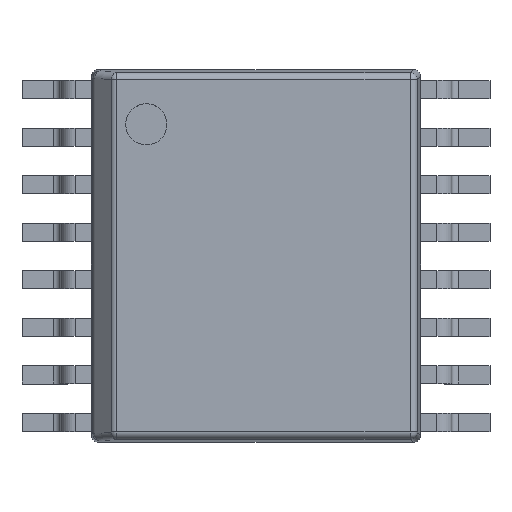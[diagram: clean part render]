
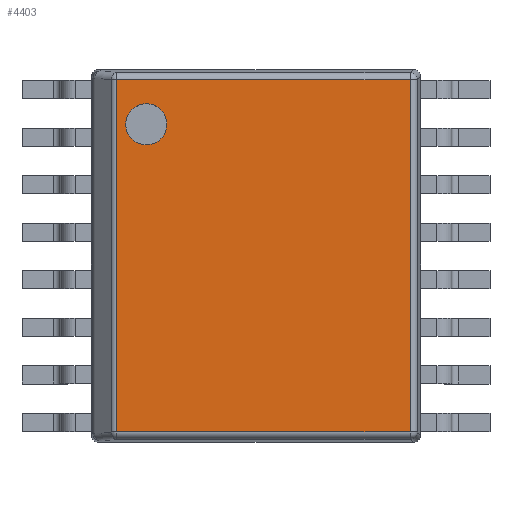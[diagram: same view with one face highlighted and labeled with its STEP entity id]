
A CAD part, top view. The second image highlights one B-rep face of the part: STEP entity #4403.
In plain terms, the highlighted planar face has unit normal (0, 0, 1).
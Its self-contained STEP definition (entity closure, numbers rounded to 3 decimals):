
#3444 = CYLINDRICAL_SURFACE('',#3445,0.1);
#3445 = AXIS2_PLACEMENT_3D('',#3446,#3447,#3448);
#3446 = CARTESIAN_POINT('',(0.3,0.143,1.1));
#3447 = DIRECTION('',(1.,0.,0.));
#3448 = DIRECTION('',(0.,-0.995,0.105));
#3593 = CYLINDRICAL_SURFACE('',#3594,0.1);
#3594 = AXIS2_PLACEMENT_3D('',#3595,#3596,#3597);
#3595 = CARTESIAN_POINT('',(0.3,4.957,1.1));
#3596 = DIRECTION('',(1.,0.,0.));
#3597 = DIRECTION('',(0.,0.995,0.105));
#3669 = CYLINDRICAL_SURFACE('',#3670,0.1);
#3670 = AXIS2_PLACEMENT_3D('',#3671,#3672,#3673);
#3671 = CARTESIAN_POINT('',(4.357,0.053,1.1));
#3672 = DIRECTION('',(0.,1.,0.));
#3673 = DIRECTION('',(0.995,0.,0.105));
#3973 = VERTEX_POINT('',#3974);
#3974 = CARTESIAN_POINT('',(0.341,0.143,1.2));
#4011 = EDGE_CURVE('',#3973,#4012,#4014,.T.);
#4012 = VERTEX_POINT('',#4013);
#4013 = CARTESIAN_POINT('',(4.357,0.143,1.2));
#4014 = SURFACE_CURVE('',#4015,(#4019,#4026),.PCURVE_S1.);
#4015 = LINE('',#4016,#4017);
#4016 = CARTESIAN_POINT('',(0.3,0.143,1.2));
#4017 = VECTOR('',#4018,1.);
#4018 = DIRECTION('',(1.,0.,0.));
#4019 = PCURVE('',#3444,#4020);
#4020 = DEFINITIONAL_REPRESENTATION('',(#4021),#4025);
#4021 = LINE('',#4022,#4023);
#4022 = CARTESIAN_POINT('',(-1.466,0.));
#4023 = VECTOR('',#4024,1.);
#4024 = DIRECTION('',(0.,1.));
#4025 = ( GEOMETRIC_REPRESENTATION_CONTEXT(2) 
PARAMETRIC_REPRESENTATION_CONTEXT() REPRESENTATION_CONTEXT('2D SPACE',''
  ) );
#4026 = PCURVE('',#4027,#4032);
#4027 = PLANE('',#4028);
#4028 = AXIS2_PLACEMENT_3D('',#4029,#4030,#4031);
#4029 = CARTESIAN_POINT('',(0.,0.,1.2));
#4030 = DIRECTION('',(0.,0.,1.));
#4031 = DIRECTION('',(1.,0.,0.));
#4032 = DEFINITIONAL_REPRESENTATION('',(#4033),#4037);
#4033 = LINE('',#4034,#4035);
#4034 = CARTESIAN_POINT('',(0.3,0.143));
#4035 = VECTOR('',#4036,1.);
#4036 = DIRECTION('',(1.,0.));
#4037 = ( GEOMETRIC_REPRESENTATION_CONTEXT(2) 
PARAMETRIC_REPRESENTATION_CONTEXT() REPRESENTATION_CONTEXT('2D SPACE',''
  ) );
#4175 = VERTEX_POINT('',#4176);
#4176 = CARTESIAN_POINT('',(0.341,4.957,1.2));
#4213 = EDGE_CURVE('',#4175,#4214,#4216,.T.);
#4214 = VERTEX_POINT('',#4215);
#4215 = CARTESIAN_POINT('',(4.357,4.957,1.2));
#4216 = SURFACE_CURVE('',#4217,(#4221,#4228),.PCURVE_S1.);
#4217 = LINE('',#4218,#4219);
#4218 = CARTESIAN_POINT('',(0.3,4.957,1.2));
#4219 = VECTOR('',#4220,1.);
#4220 = DIRECTION('',(1.,0.,0.));
#4221 = PCURVE('',#3593,#4222);
#4222 = DEFINITIONAL_REPRESENTATION('',(#4223),#4227);
#4223 = LINE('',#4224,#4225);
#4224 = CARTESIAN_POINT('',(1.466,0.));
#4225 = VECTOR('',#4226,1.);
#4226 = DIRECTION('',(0.,1.));
#4227 = ( GEOMETRIC_REPRESENTATION_CONTEXT(2) 
PARAMETRIC_REPRESENTATION_CONTEXT() REPRESENTATION_CONTEXT('2D SPACE',''
  ) );
#4228 = PCURVE('',#4027,#4229);
#4229 = DEFINITIONAL_REPRESENTATION('',(#4230),#4234);
#4230 = LINE('',#4231,#4232);
#4231 = CARTESIAN_POINT('',(0.3,4.957));
#4232 = VECTOR('',#4233,1.);
#4233 = DIRECTION('',(1.,0.));
#4234 = ( GEOMETRIC_REPRESENTATION_CONTEXT(2) 
PARAMETRIC_REPRESENTATION_CONTEXT() REPRESENTATION_CONTEXT('2D SPACE',''
  ) );
#4288 = EDGE_CURVE('',#4012,#4214,#4289,.T.);
#4289 = SURFACE_CURVE('',#4290,(#4294,#4301),.PCURVE_S1.);
#4290 = LINE('',#4291,#4292);
#4291 = CARTESIAN_POINT('',(4.357,0.053,1.2));
#4292 = VECTOR('',#4293,1.);
#4293 = DIRECTION('',(0.,1.,0.));
#4294 = PCURVE('',#3669,#4295);
#4295 = DEFINITIONAL_REPRESENTATION('',(#4296),#4300);
#4296 = LINE('',#4297,#4298);
#4297 = CARTESIAN_POINT('',(-1.466,0.));
#4298 = VECTOR('',#4299,1.);
#4299 = DIRECTION('',(0.,1.));
#4300 = ( GEOMETRIC_REPRESENTATION_CONTEXT(2) 
PARAMETRIC_REPRESENTATION_CONTEXT() REPRESENTATION_CONTEXT('2D SPACE',''
  ) );
#4301 = PCURVE('',#4027,#4302);
#4302 = DEFINITIONAL_REPRESENTATION('',(#4303),#4307);
#4303 = LINE('',#4304,#4305);
#4304 = CARTESIAN_POINT('',(4.357,0.053));
#4305 = VECTOR('',#4306,1.);
#4306 = DIRECTION('',(0.,1.));
#4307 = ( GEOMETRIC_REPRESENTATION_CONTEXT(2) 
PARAMETRIC_REPRESENTATION_CONTEXT() REPRESENTATION_CONTEXT('2D SPACE',''
  ) );
#4360 = CYLINDRICAL_SURFACE('',#4361,0.1);
#4361 = AXIS2_PLACEMENT_3D('',#4362,#4363,#4364);
#4362 = CARTESIAN_POINT('',(0.341,0.053,1.1));
#4363 = DIRECTION('',(0.,1.,0.));
#4364 = DIRECTION('',(-0.707,0.,0.707));
#4403 = ADVANCED_FACE('',(#4404,#4430),#4027,.T.);
#4404 = FACE_BOUND('',#4405,.T.);
#4405 = EDGE_LOOP('',(#4406,#4407,#4428,#4429));
#4406 = ORIENTED_EDGE('',*,*,#4213,.F.);
#4407 = ORIENTED_EDGE('',*,*,#4408,.F.);
#4408 = EDGE_CURVE('',#3973,#4175,#4409,.T.);
#4409 = SURFACE_CURVE('',#4410,(#4414,#4421),.PCURVE_S1.);
#4410 = LINE('',#4411,#4412);
#4411 = CARTESIAN_POINT('',(0.341,0.053,1.2));
#4412 = VECTOR('',#4413,1.);
#4413 = DIRECTION('',(0.,1.,0.));
#4414 = PCURVE('',#4027,#4415);
#4415 = DEFINITIONAL_REPRESENTATION('',(#4416),#4420);
#4416 = LINE('',#4417,#4418);
#4417 = CARTESIAN_POINT('',(0.341,0.053));
#4418 = VECTOR('',#4419,1.);
#4419 = DIRECTION('',(0.,1.));
#4420 = ( GEOMETRIC_REPRESENTATION_CONTEXT(2) 
PARAMETRIC_REPRESENTATION_CONTEXT() REPRESENTATION_CONTEXT('2D SPACE',''
  ) );
#4421 = PCURVE('',#4360,#4422);
#4422 = DEFINITIONAL_REPRESENTATION('',(#4423),#4427);
#4423 = LINE('',#4424,#4425);
#4424 = CARTESIAN_POINT('',(0.785,0.));
#4425 = VECTOR('',#4426,1.);
#4426 = DIRECTION('',(0.,1.));
#4427 = ( GEOMETRIC_REPRESENTATION_CONTEXT(2) 
PARAMETRIC_REPRESENTATION_CONTEXT() REPRESENTATION_CONTEXT('2D SPACE',''
  ) );
#4428 = ORIENTED_EDGE('',*,*,#4011,.T.);
#4429 = ORIENTED_EDGE('',*,*,#4288,.T.);
#4430 = FACE_BOUND('',#4431,.T.);
#4431 = EDGE_LOOP('',(#4432));
#4432 = ORIENTED_EDGE('',*,*,#4433,.F.);
#4433 = EDGE_CURVE('',#4434,#4434,#4436,.T.);
#4434 = VERTEX_POINT('',#4435);
#4435 = CARTESIAN_POINT('',(1.031,4.35,1.2));
#4436 = SURFACE_CURVE('',#4437,(#4442,#4449),.PCURVE_S1.);
#4437 = CIRCLE('',#4438,0.281);
#4438 = AXIS2_PLACEMENT_3D('',#4439,#4440,#4441);
#4439 = CARTESIAN_POINT('',(0.75,4.35,1.2));
#4440 = DIRECTION('',(0.,0.,1.));
#4441 = DIRECTION('',(1.,0.,0.));
#4442 = PCURVE('',#4027,#4443);
#4443 = DEFINITIONAL_REPRESENTATION('',(#4444),#4448);
#4444 = CIRCLE('',#4445,0.281);
#4445 = AXIS2_PLACEMENT_2D('',#4446,#4447);
#4446 = CARTESIAN_POINT('',(0.75,4.35));
#4447 = DIRECTION('',(1.,0.));
#4448 = ( GEOMETRIC_REPRESENTATION_CONTEXT(2) 
PARAMETRIC_REPRESENTATION_CONTEXT() REPRESENTATION_CONTEXT('2D SPACE',''
  ) );
#4449 = PCURVE('',#4450,#4455);
#4450 = CYLINDRICAL_SURFACE('',#4451,0.281);
#4451 = AXIS2_PLACEMENT_3D('',#4452,#4453,#4454);
#4452 = CARTESIAN_POINT('',(0.75,4.35,1.1));
#4453 = DIRECTION('',(0.,0.,1.));
#4454 = DIRECTION('',(1.,0.,0.));
#4455 = DEFINITIONAL_REPRESENTATION('',(#4456),#4460);
#4456 = LINE('',#4457,#4458);
#4457 = CARTESIAN_POINT('',(0.,0.1));
#4458 = VECTOR('',#4459,1.);
#4459 = DIRECTION('',(1.,0.));
#4460 = ( GEOMETRIC_REPRESENTATION_CONTEXT(2) 
PARAMETRIC_REPRESENTATION_CONTEXT() REPRESENTATION_CONTEXT('2D SPACE',''
  ) );
